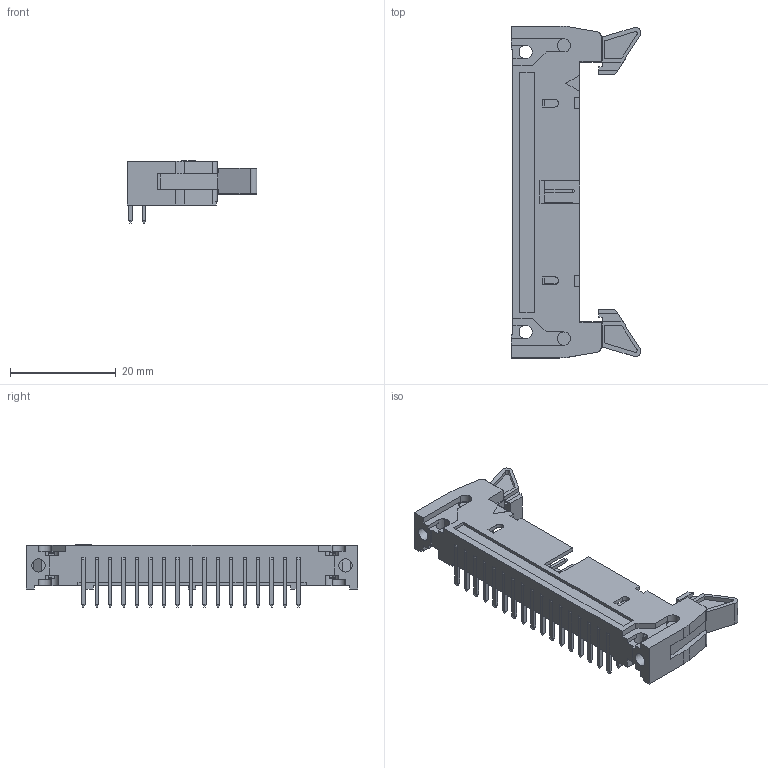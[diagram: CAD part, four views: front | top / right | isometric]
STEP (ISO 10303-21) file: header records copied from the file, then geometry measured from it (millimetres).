
FILE_DESCRIPTION(/* description */ ('Unknown'),/* implementation_level */ '2;1');
FILE_NAME(/* name */ 'J_Wurth_WR-BHD_61203422121',/* time_stamp */ '2025-05-15T11:18:08+08:00',/* author */ ('Unknown'),/* organization */ ('Unknown'),/* preprocessor_version */ 'ST-DEVELOPER v19.4',/* originating_system */ 'Solid Edge',/* authorisation */ 'Unknown');
FILE_SCHEMA (('AUTOMOTIVE_DESIGN {1 0 10303 214 3 1 1}'));
Length unit declared in the file: millimetre
Products named in the file (2): J_Wurth_WR-BHD_61203422121
Assembly tree (1 placements, depth 2):
  J_Wurth_WR-BHD_61203422121
    J_Wurth_WR-BHD_61203422121
Bounding box: 24.5 x 62.68 x 11.71 mm (x, y, z)
Volume: 4145.6 mm3; surface area: 7532.5 mm2
Topology: 37 solids, 37 shells, 971 faces, 2494 edges, 1565 vertices
Faces by surface type: plane 903, cylinder 68
Full cylindrical faces by diameter (mm): 2.5 x16
Entity records: 28925 total; most frequent: CARTESIAN_POINT 5014, ORIENTED_EDGE 4954, DIRECTION 4579, EDGE_CURVE 2477, LINE 2321, VECTOR 2321, VERTEX_POINT 1564, AXIS2_PLACEMENT_3D 1129
